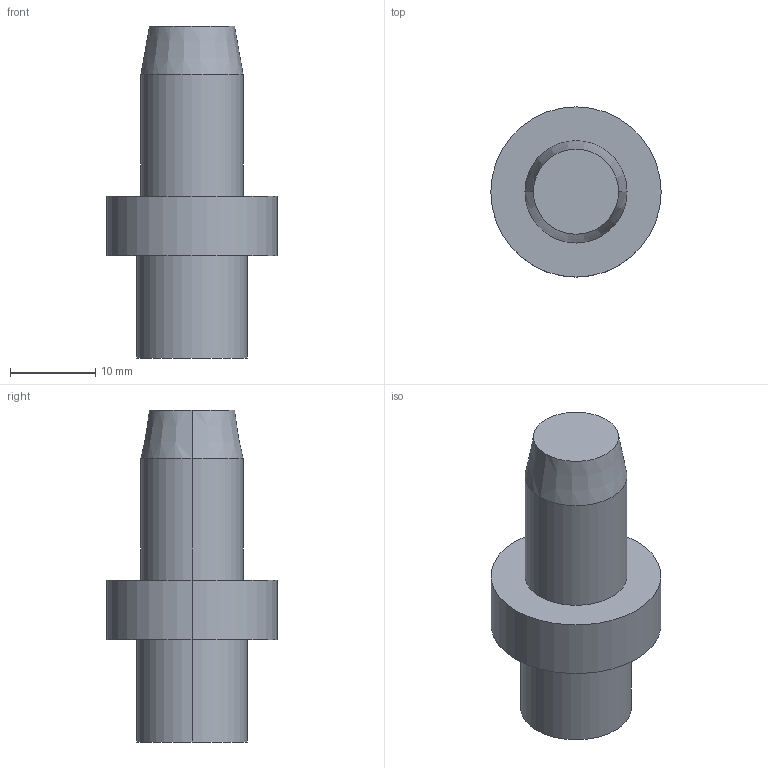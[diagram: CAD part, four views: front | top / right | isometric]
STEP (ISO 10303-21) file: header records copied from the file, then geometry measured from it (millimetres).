
FILE_DESCRIPTION((''),'2;1');
FILE_NAME('TUBE_NOZZLE','2025-04-16T12:27:11',('Constantin Schempp'),(''),'CREO PARAMETRIC BY PTC INC, 2024063','CREO PARAMETRIC BY PTC INC, 2024063','');
FILE_SCHEMA(('CONFIG_CONTROL_DESIGN'));
Length unit declared in the file: millimetre
Products named in the file (1): TUBE_NOZZLE
Bounding box: 20 x 20 x 39 mm (x, y, z)
Volume: 5952.9 mm3; surface area: 2262.9 mm2
Topology: 1 solids, 1 shells, 12 faces, 31 edges, 26 vertices
Faces by surface type: cylinder 6, plane 4, cone 2
Entity records: 411 total; most frequent: DIRECTION 77, CARTESIAN_POINT 58, ORIENTED_EDGE 44, AXIS2_PLACEMENT_3D 33, EDGE_CURVE 22, CIRCLE 20, VERTEX_POINT 14, EDGE_LOOP 14
